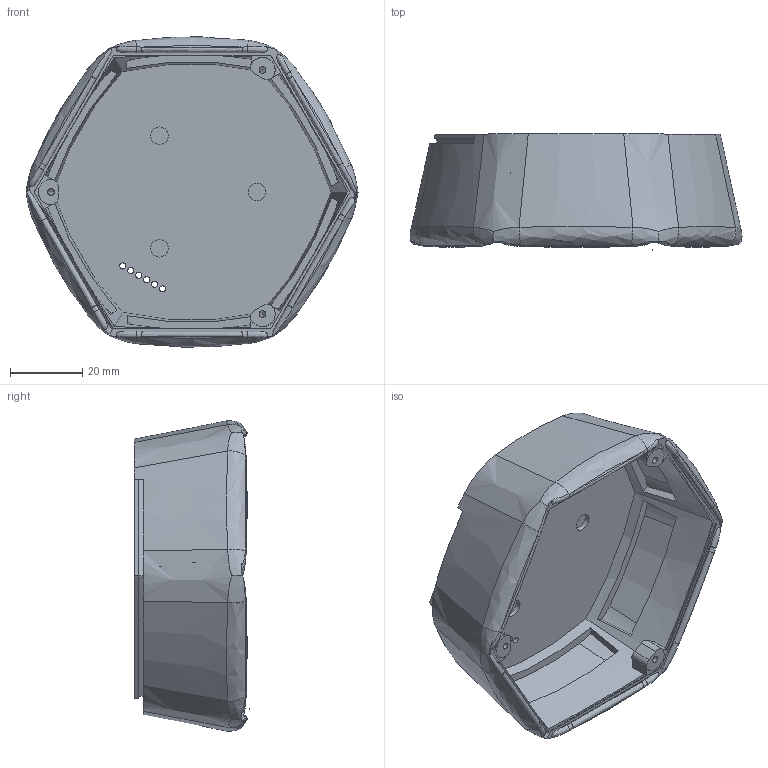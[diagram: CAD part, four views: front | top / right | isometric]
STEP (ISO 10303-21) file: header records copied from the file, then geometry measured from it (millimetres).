
FILE_DESCRIPTION(/* description */ (''),/* implementation_level */ '2;1');
FILE_NAME(/* name */ 'Main Module V2B.step',/* time_stamp */ '2022-12-02T21:38:40+01:00',/* author */ (''),/* organization */ (''),/* preprocessor_version */ 'ST-DEVELOPER v19.2',/* originating_system */ 'Autodesk Translation Framework v11.17.0.187',/* authorisation */ '');
FILE_SCHEMA (('AUTOMOTIVE_DESIGN { 1 0 10303 214 3 1 1 }'));
Length unit declared in the file: millimetre
Products named in the file (1): Cellulo MM V3.1 Top Lid Isolated V3
Bounding box: 91.89 x 32 x 85.9 mm (x, y, z)
Volume: 29640.9 mm3; surface area: 28267.1 mm2
Topology: 5 solids, 5 shells, 209 faces, 560 edges, 357 vertices
Faces by surface type: bspline 94, plane 91, cylinder 24
Full cylindrical faces by diameter (mm): 1.7 x6, 1.85 x3, 4.85 x3
Entity records: 10376 total; most frequent: CARTESIAN_POINT 5872, ORIENTED_EDGE 1120, DIRECTION 582, EDGE_CURVE 560, VERTEX_POINT 357, B_SPLINE_CURVE_WITH_KNOTS 294, EDGE_LOOP 238, FACE_OUTER_BOUND 209
